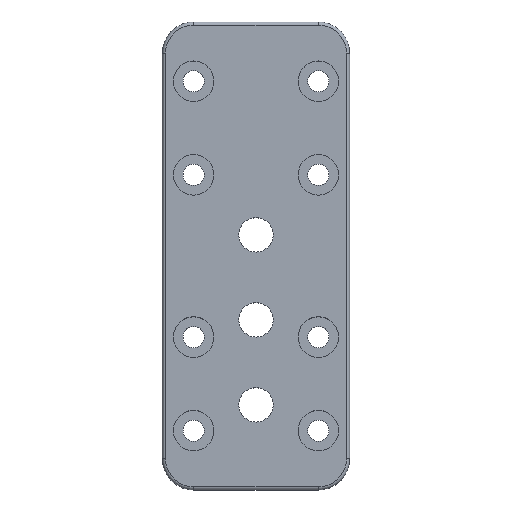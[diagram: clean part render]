
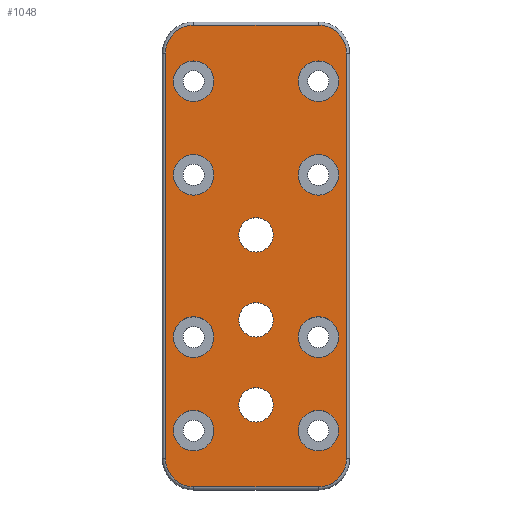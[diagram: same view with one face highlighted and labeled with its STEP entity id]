
A CAD part, top view. The second image highlights one B-rep face of the part: STEP entity #1048.
In plain terms, the highlighted planar face has unit normal (0, 0, 1).
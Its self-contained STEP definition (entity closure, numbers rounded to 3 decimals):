
#52=LINE('',#1798,#107);
#54=LINE('',#1810,#109);
#56=LINE('',#1822,#111);
#57=LINE('',#1830,#112);
#107=VECTOR('',#1454,10.);
#109=VECTOR('',#1468,10.);
#111=VECTOR('',#1482,10.);
#112=VECTOR('',#1493,10.);
#189=FACE_BOUND('',#329,.T.);
#190=FACE_BOUND('',#330,.T.);
#191=FACE_BOUND('',#331,.T.);
#192=FACE_BOUND('',#332,.T.);
#193=FACE_BOUND('',#333,.T.);
#194=FACE_BOUND('',#334,.T.);
#195=FACE_BOUND('',#335,.T.);
#196=FACE_BOUND('',#336,.T.);
#197=FACE_BOUND('',#337,.T.);
#198=FACE_BOUND('',#338,.T.);
#199=FACE_BOUND('',#339,.T.);
#246=FACE_OUTER_BOUND('',#328,.T.);
#328=EDGE_LOOP('',(#867,#868,#869,#870,#871,#872,#873,#874));
#329=EDGE_LOOP('',(#875));
#330=EDGE_LOOP('',(#876));
#331=EDGE_LOOP('',(#877));
#332=EDGE_LOOP('',(#878));
#333=EDGE_LOOP('',(#879));
#334=EDGE_LOOP('',(#880));
#335=EDGE_LOOP('',(#881));
#336=EDGE_LOOP('',(#882));
#337=EDGE_LOOP('',(#883));
#338=EDGE_LOOP('',(#884));
#339=EDGE_LOOP('',(#885));
#380=CIRCLE('',#1107,2.75);
#384=CIRCLE('',#1114,2.75);
#388=CIRCLE('',#1121,2.75);
#429=CIRCLE('',#1181,4.5);
#434=CIRCLE('',#1188,4.5);
#438=CIRCLE('',#1194,4.5);
#442=CIRCLE('',#1200,4.5);
#443=CIRCLE('',#1206,3.25);
#444=CIRCLE('',#1207,3.25);
#445=CIRCLE('',#1208,3.25);
#446=CIRCLE('',#1209,3.25);
#447=CIRCLE('',#1210,3.25);
#448=CIRCLE('',#1211,3.25);
#449=CIRCLE('',#1212,3.25);
#450=CIRCLE('',#1213,3.25);
#470=VERTEX_POINT('',#1643);
#474=VERTEX_POINT('',#1656);
#478=VERTEX_POINT('',#1669);
#519=VERTEX_POINT('',#1788);
#520=VERTEX_POINT('',#1790);
#521=VERTEX_POINT('',#1794);
#523=VERTEX_POINT('',#1800);
#525=VERTEX_POINT('',#1806);
#527=VERTEX_POINT('',#1812);
#529=VERTEX_POINT('',#1818);
#531=VERTEX_POINT('',#1824);
#533=VERTEX_POINT('',#1839);
#534=VERTEX_POINT('',#1841);
#535=VERTEX_POINT('',#1843);
#536=VERTEX_POINT('',#1845);
#537=VERTEX_POINT('',#1847);
#538=VERTEX_POINT('',#1849);
#539=VERTEX_POINT('',#1851);
#540=VERTEX_POINT('',#1853);
#562=EDGE_CURVE('',#470,#470,#380,.T.);
#568=EDGE_CURVE('',#474,#474,#384,.T.);
#574=EDGE_CURVE('',#478,#478,#388,.T.);
#633=EDGE_CURVE('',#519,#520,#429,.T.);
#637=EDGE_CURVE('',#520,#521,#52,.T.);
#640=EDGE_CURVE('',#521,#523,#434,.T.);
#643=EDGE_CURVE('',#523,#525,#54,.T.);
#646=EDGE_CURVE('',#525,#527,#438,.T.);
#649=EDGE_CURVE('',#527,#529,#56,.T.);
#652=EDGE_CURVE('',#529,#531,#442,.T.);
#653=EDGE_CURVE('',#531,#519,#57,.T.);
#658=EDGE_CURVE('',#533,#533,#443,.T.);
#659=EDGE_CURVE('',#534,#534,#444,.T.);
#660=EDGE_CURVE('',#535,#535,#445,.T.);
#661=EDGE_CURVE('',#536,#536,#446,.T.);
#662=EDGE_CURVE('',#537,#537,#447,.T.);
#663=EDGE_CURVE('',#538,#538,#448,.T.);
#664=EDGE_CURVE('',#539,#539,#449,.T.);
#665=EDGE_CURVE('',#540,#540,#450,.T.);
#867=ORIENTED_EDGE('',*,*,#633,.F.);
#868=ORIENTED_EDGE('',*,*,#653,.F.);
#869=ORIENTED_EDGE('',*,*,#652,.F.);
#870=ORIENTED_EDGE('',*,*,#649,.F.);
#871=ORIENTED_EDGE('',*,*,#646,.F.);
#872=ORIENTED_EDGE('',*,*,#643,.F.);
#873=ORIENTED_EDGE('',*,*,#640,.F.);
#874=ORIENTED_EDGE('',*,*,#637,.F.);
#875=ORIENTED_EDGE('',*,*,#562,.T.);
#876=ORIENTED_EDGE('',*,*,#568,.T.);
#877=ORIENTED_EDGE('',*,*,#574,.T.);
#878=ORIENTED_EDGE('',*,*,#658,.T.);
#879=ORIENTED_EDGE('',*,*,#659,.T.);
#880=ORIENTED_EDGE('',*,*,#660,.T.);
#881=ORIENTED_EDGE('',*,*,#661,.T.);
#882=ORIENTED_EDGE('',*,*,#662,.T.);
#883=ORIENTED_EDGE('',*,*,#663,.T.);
#884=ORIENTED_EDGE('',*,*,#664,.T.);
#885=ORIENTED_EDGE('',*,*,#665,.T.);
#998=PLANE('',#1205);
#1048=ADVANCED_FACE('',(#246,#189,#190,#191,#192,#193,#194,#195,#196,#197,
#198,#199),#998,.T.);
#1107=AXIS2_PLACEMENT_3D('',#1645,#1275,#1276);
#1114=AXIS2_PLACEMENT_3D('',#1658,#1291,#1292);
#1121=AXIS2_PLACEMENT_3D('',#1671,#1307,#1308);
#1181=AXIS2_PLACEMENT_3D('',#1791,#1445,#1446);
#1188=AXIS2_PLACEMENT_3D('',#1804,#1461,#1462);
#1194=AXIS2_PLACEMENT_3D('',#1816,#1475,#1476);
#1200=AXIS2_PLACEMENT_3D('',#1828,#1489,#1490);
#1205=AXIS2_PLACEMENT_3D('',#1838,#1504,#1505);
#1206=AXIS2_PLACEMENT_3D('',#1840,#1506,#1507);
#1207=AXIS2_PLACEMENT_3D('',#1842,#1508,#1509);
#1208=AXIS2_PLACEMENT_3D('',#1844,#1510,#1511);
#1209=AXIS2_PLACEMENT_3D('',#1846,#1512,#1513);
#1210=AXIS2_PLACEMENT_3D('',#1848,#1514,#1515);
#1211=AXIS2_PLACEMENT_3D('',#1850,#1516,#1517);
#1212=AXIS2_PLACEMENT_3D('',#1852,#1518,#1519);
#1213=AXIS2_PLACEMENT_3D('',#1854,#1520,#1521);
#1275=DIRECTION('center_axis',(0.,0.,-1.));
#1276=DIRECTION('ref_axis',(-1.,0.,0.));
#1291=DIRECTION('center_axis',(0.,0.,-1.));
#1292=DIRECTION('ref_axis',(-1.,0.,0.));
#1307=DIRECTION('center_axis',(0.,0.,-1.));
#1308=DIRECTION('ref_axis',(-1.,0.,0.));
#1445=DIRECTION('center_axis',(0.,0.,-1.));
#1446=DIRECTION('ref_axis',(-0.707,0.707,0.));
#1454=DIRECTION('',(1.,0.,0.));
#1461=DIRECTION('center_axis',(0.,0.,-1.));
#1462=DIRECTION('ref_axis',(0.707,0.707,0.));
#1468=DIRECTION('',(0.,-1.,0.));
#1475=DIRECTION('center_axis',(0.,0.,-1.));
#1476=DIRECTION('ref_axis',(0.707,-0.707,0.));
#1482=DIRECTION('',(-1.,0.,0.));
#1489=DIRECTION('center_axis',(0.,0.,-1.));
#1490=DIRECTION('ref_axis',(-0.707,-0.707,0.));
#1493=DIRECTION('',(0.,1.,0.));
#1504=DIRECTION('center_axis',(0.,0.,1.));
#1505=DIRECTION('ref_axis',(1.,0.,0.));
#1506=DIRECTION('center_axis',(0.,0.,-1.));
#1507=DIRECTION('ref_axis',(1.,0.,0.));
#1508=DIRECTION('center_axis',(0.,0.,-1.));
#1509=DIRECTION('ref_axis',(1.,0.,0.));
#1510=DIRECTION('center_axis',(0.,0.,-1.));
#1511=DIRECTION('ref_axis',(1.,0.,0.));
#1512=DIRECTION('center_axis',(0.,0.,-1.));
#1513=DIRECTION('ref_axis',(1.,0.,0.));
#1514=DIRECTION('center_axis',(0.,0.,-1.));
#1515=DIRECTION('ref_axis',(1.,0.,0.));
#1516=DIRECTION('center_axis',(0.,0.,-1.));
#1517=DIRECTION('ref_axis',(1.,0.,0.));
#1518=DIRECTION('center_axis',(0.,0.,-1.));
#1519=DIRECTION('ref_axis',(1.,0.,0.));
#1520=DIRECTION('center_axis',(0.,0.,-1.));
#1521=DIRECTION('ref_axis',(1.,0.,0.));
#1643=CARTESIAN_POINT('',(17.75,40.875,10.));
#1645=CARTESIAN_POINT('Origin',(15.,40.875,10.));
#1656=CARTESIAN_POINT('',(17.75,27.25,10.));
#1658=CARTESIAN_POINT('Origin',(15.,27.25,10.));
#1669=CARTESIAN_POINT('',(17.75,13.625,10.));
#1671=CARTESIAN_POINT('Origin',(15.,13.625,10.));
#1788=CARTESIAN_POINT('',(0.5,70.,10.));
#1790=CARTESIAN_POINT('',(5.,74.5,10.));
#1791=CARTESIAN_POINT('Origin',(5.,70.,10.));
#1794=CARTESIAN_POINT('',(25.,74.5,10.));
#1798=CARTESIAN_POINT('',(22.5,74.5,10.));
#1800=CARTESIAN_POINT('',(29.5,70.,10.));
#1804=CARTESIAN_POINT('Origin',(25.,70.,10.));
#1806=CARTESIAN_POINT('',(29.5,5.,10.));
#1810=CARTESIAN_POINT('',(29.5,18.75,10.));
#1812=CARTESIAN_POINT('',(25.,0.5,10.));
#1816=CARTESIAN_POINT('Origin',(25.,5.,10.));
#1818=CARTESIAN_POINT('',(5.,0.5,10.));
#1822=CARTESIAN_POINT('',(7.5,0.5,10.));
#1824=CARTESIAN_POINT('',(0.5,5.,10.));
#1828=CARTESIAN_POINT('Origin',(5.,5.,10.));
#1830=CARTESIAN_POINT('',(0.5,56.25,10.));
#1838=CARTESIAN_POINT('Origin',(15.,37.5,10.));
#1839=CARTESIAN_POINT('',(1.75,65.5,10.));
#1840=CARTESIAN_POINT('Origin',(5.,65.5,10.));
#1841=CARTESIAN_POINT('',(21.75,65.5,10.));
#1842=CARTESIAN_POINT('Origin',(25.,65.5,10.));
#1843=CARTESIAN_POINT('',(21.75,50.5,10.));
#1844=CARTESIAN_POINT('Origin',(25.,50.5,10.));
#1845=CARTESIAN_POINT('',(1.75,50.5,10.));
#1846=CARTESIAN_POINT('Origin',(5.,50.5,10.));
#1847=CARTESIAN_POINT('',(1.75,24.5,10.));
#1848=CARTESIAN_POINT('Origin',(5.,24.5,10.));
#1849=CARTESIAN_POINT('',(21.75,24.5,10.));
#1850=CARTESIAN_POINT('Origin',(25.,24.5,10.));
#1851=CARTESIAN_POINT('',(21.75,9.5,10.));
#1852=CARTESIAN_POINT('Origin',(25.,9.5,10.));
#1853=CARTESIAN_POINT('',(1.75,9.5,10.));
#1854=CARTESIAN_POINT('Origin',(5.,9.5,10.));
